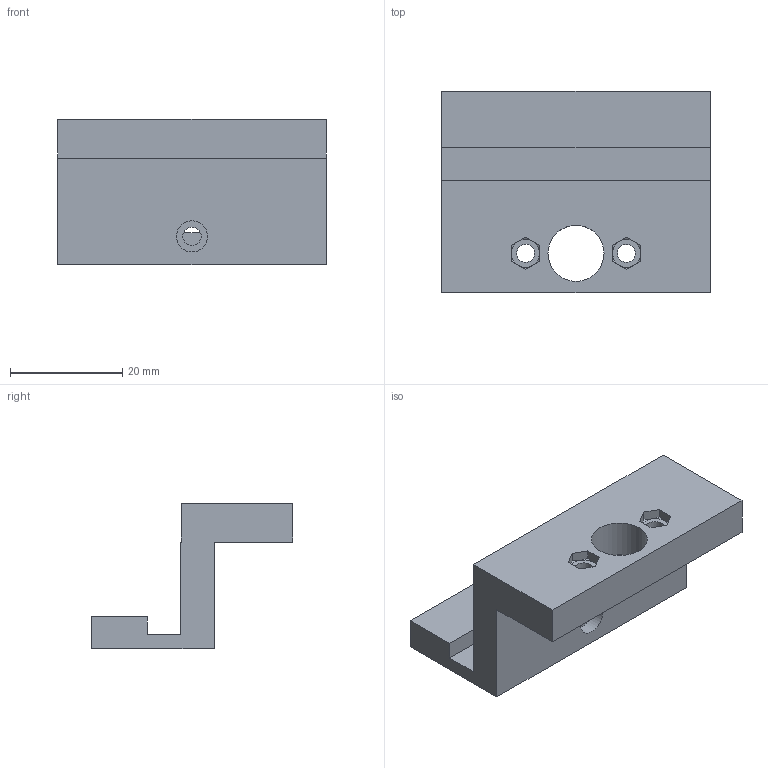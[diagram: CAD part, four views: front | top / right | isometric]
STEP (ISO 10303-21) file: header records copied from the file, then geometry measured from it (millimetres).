
FILE_DESCRIPTION(/* description */ (''),/* implementation_level */ '2;1');
FILE_NAME(/* name */ 'Support BLTouch v5.step',/* time_stamp */ '2019-03-05T13:28:15+01:00',/* author */ ('vil.coyote.ch'),/* organization */ (''),/* preprocessor_version */ 'ST-DEVELOPER v17.2',/* originating_system */ 'Autodesk Translation Framework v7.6.0.251',/* authorisation */ '');
FILE_SCHEMA (('AUTOMOTIVE_DESIGN { 1 0 10303 214 3 1 1 }'));
Length unit declared in the file: millimetre
Products named in the file (3): Support BLTouch; 90591A270; 90591A270(Mirror)
Assembly tree (2 placements, depth 2):
  Support BLTouch
    90591A270
    90591A270(Mirror)
Bounding box: 47.88 x 35.94 x 26 mm (x, y, z)
Volume: 14738.5 mm3; surface area: 7137.7 mm2
Topology: 1 solids, 1 shells, 48 faces, 117 edges, 74 vertices
Faces by surface type: plane 30, cone 12, cylinder 6
Full cylindrical faces by diameter (mm): 3.196 x1, 3.202 x1, 3.277 x1, 5.563 x1, 10 x1
Entity records: 1472 total; most frequent: CARTESIAN_POINT 292, ORIENTED_EDGE 234, DIRECTION 223, EDGE_CURVE 117, AXIS2_PLACEMENT_3D 77, VERTEX_POINT 74, LINE 69, VECTOR 69
